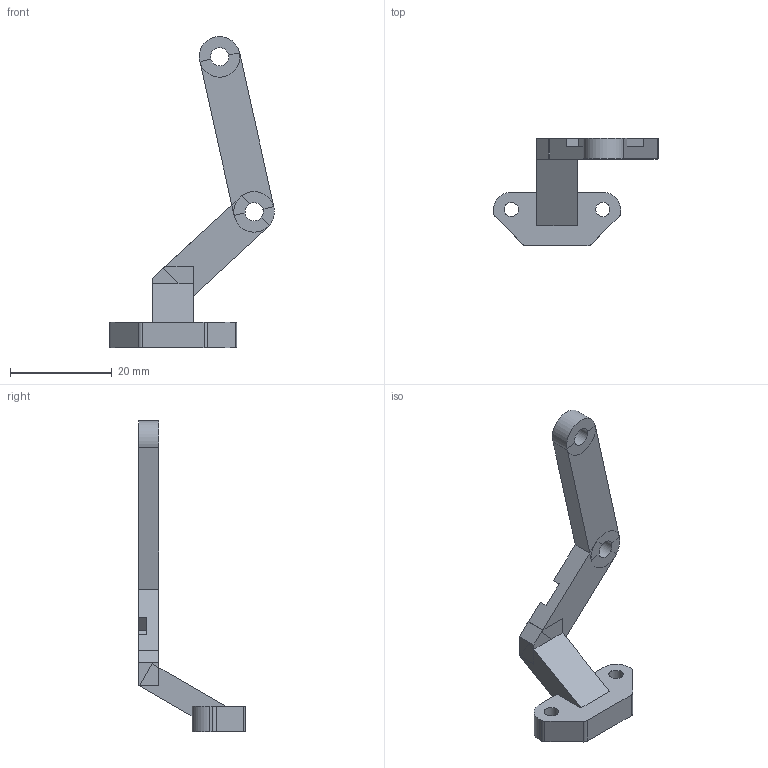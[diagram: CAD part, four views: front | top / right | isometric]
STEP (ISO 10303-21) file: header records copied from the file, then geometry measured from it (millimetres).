
FILE_DESCRIPTION(('FreeCAD Model'),'2;1');
FILE_NAME('Open CASCADE Shape Model','2023-10-28T12:55:53',(''),(''), 'Open CASCADE STEP processor 7.6','FreeCAD','Unknown');
FILE_SCHEMA(('AUTOMOTIVE_DESIGN { 1 0 10303 214 1 1 1 1 }'));
Length unit declared in the file: millimetre
Products named in the file (1): Fillet003
Bounding box: 32.45 x 21 x 61.2 mm (x, y, z)
Volume: 3139.9 mm3; surface area: 2559.6 mm2
Topology: 1 solids, 1 shells, 73 faces, 205 edges, 130 vertices
Faces by surface type: plane 60, cylinder 13
Full cylindrical faces by diameter (mm): 2.8 x2, 3.6 x2
Entity records: 5015 total; most frequent: CARTESIAN_POINT 997, DIRECTION 724, LINE 436, VECTOR 436, ORIENTED_EDGE 410, PCURVE 410, DEFINITIONAL_REPRESENTATION 410, EDGE_CURVE 205
